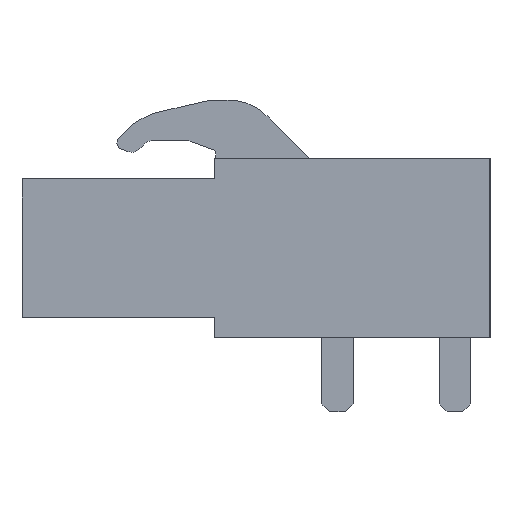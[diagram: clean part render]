
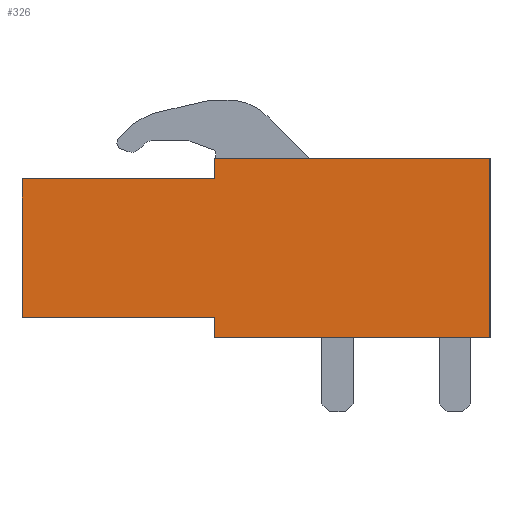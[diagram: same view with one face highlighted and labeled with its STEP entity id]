
A CAD part, left-side view. The second image highlights one B-rep face of the part: STEP entity #326.
In plain terms, the highlighted planar face has unit normal (-1, 0, 0).
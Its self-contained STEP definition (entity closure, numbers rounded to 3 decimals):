
#276=AXIS2_PLACEMENT_3D('Plane Axis2P3D',#273,#274,#275) ;
#40=CARTESIAN_POINT('Vertex',(0.,0.,3.2)) ;
#56=CARTESIAN_POINT('Vertex',(0.,0.,10.95)) ;
#59=CARTESIAN_POINT('Line Origine',(0.,0.,7.075)) ;
#89=CARTESIAN_POINT('Vertex',(0.,20.25,4.075)) ;
#92=CARTESIAN_POINT('Line Origine',(0.,20.25,7.075)) ;
#96=CARTESIAN_POINT('Vertex',(0.,20.25,10.075)) ;
#273=CARTESIAN_POINT('Axis2P3D Location',(0.,0.,3.2)) ;
#278=CARTESIAN_POINT('Line Origine',(0.,16.075,4.075)) ;
#282=CARTESIAN_POINT('Vertex',(0.,11.9,4.075)) ;
#285=CARTESIAN_POINT('Line Origine',(0.,11.9,3.638)) ;
#289=CARTESIAN_POINT('Vertex',(0.,11.9,3.2)) ;
#292=CARTESIAN_POINT('Line Origine',(0.,5.95,3.2)) ;
#297=CARTESIAN_POINT('Line Origine',(0.,5.95,10.95)) ;
#301=CARTESIAN_POINT('Vertex',(0.,11.9,10.95)) ;
#304=CARTESIAN_POINT('Line Origine',(0.,11.9,10.513)) ;
#308=CARTESIAN_POINT('Vertex',(0.,11.9,10.075)) ;
#311=CARTESIAN_POINT('Line Origine',(0.,16.075,10.075)) ;
#60=DIRECTION('Vector Direction',(0.,0.,1.)) ;
#93=DIRECTION('Vector Direction',(0.,0.,1.)) ;
#274=DIRECTION('Axis2P3D Direction',(-1.,0.,0.)) ;
#275=DIRECTION('Axis2P3D XDirection',(0.,0.,1.)) ;
#279=DIRECTION('Vector Direction',(0.,1.,0.)) ;
#286=DIRECTION('Vector Direction',(0.,0.,1.)) ;
#293=DIRECTION('Vector Direction',(0.,1.,0.)) ;
#298=DIRECTION('Vector Direction',(0.,1.,0.)) ;
#305=DIRECTION('Vector Direction',(0.,0.,-1.)) ;
#312=DIRECTION('Vector Direction',(0.,1.,0.)) ;
#61=VECTOR('Line Direction',#60,1.) ;
#94=VECTOR('Line Direction',#93,1.) ;
#280=VECTOR('Line Direction',#279,1.) ;
#287=VECTOR('Line Direction',#286,1.) ;
#294=VECTOR('Line Direction',#293,1.) ;
#299=VECTOR('Line Direction',#298,1.) ;
#306=VECTOR('Line Direction',#305,1.) ;
#313=VECTOR('Line Direction',#312,1.) ;
#317=ORIENTED_EDGE('',*,*,#284,.F.) ;
#318=ORIENTED_EDGE('',*,*,#291,.F.) ;
#319=ORIENTED_EDGE('',*,*,#296,.F.) ;
#320=ORIENTED_EDGE('',*,*,#63,.F.) ;
#321=ORIENTED_EDGE('',*,*,#303,.T.) ;
#322=ORIENTED_EDGE('',*,*,#310,.F.) ;
#323=ORIENTED_EDGE('',*,*,#315,.F.) ;
#324=ORIENTED_EDGE('',*,*,#98,.T.) ;
#326=ADVANCED_FACE('BLL 5.08/09/90 3.2 SN OR 1623010000',(#325),#277,.T.) ;
#63=EDGE_CURVE('',#57,#41,#62,.F.) ;
#98=EDGE_CURVE('',#97,#90,#95,.F.) ;
#284=EDGE_CURVE('',#283,#90,#281,.T.) ;
#291=EDGE_CURVE('',#290,#283,#288,.T.) ;
#296=EDGE_CURVE('',#41,#290,#295,.T.) ;
#303=EDGE_CURVE('',#57,#302,#300,.T.) ;
#310=EDGE_CURVE('',#309,#302,#307,.F.) ;
#315=EDGE_CURVE('',#97,#309,#314,.F.) ;
#316=EDGE_LOOP('',(#317,#318,#319,#320,#321,#322,#323,#324)) ;
#325=FACE_OUTER_BOUND('',#316,.T.) ;
#62=LINE('Line',#59,#61) ;
#95=LINE('Line',#92,#94) ;
#281=LINE('Line',#278,#280) ;
#288=LINE('Line',#285,#287) ;
#295=LINE('Line',#292,#294) ;
#300=LINE('Line',#297,#299) ;
#307=LINE('Line',#304,#306) ;
#314=LINE('Line',#311,#313) ;
#277=PLANE('',#276) ;
#41=VERTEX_POINT('',#40) ;
#57=VERTEX_POINT('',#56) ;
#90=VERTEX_POINT('',#89) ;
#97=VERTEX_POINT('',#96) ;
#283=VERTEX_POINT('',#282) ;
#290=VERTEX_POINT('',#289) ;
#302=VERTEX_POINT('',#301) ;
#309=VERTEX_POINT('',#308) ;
